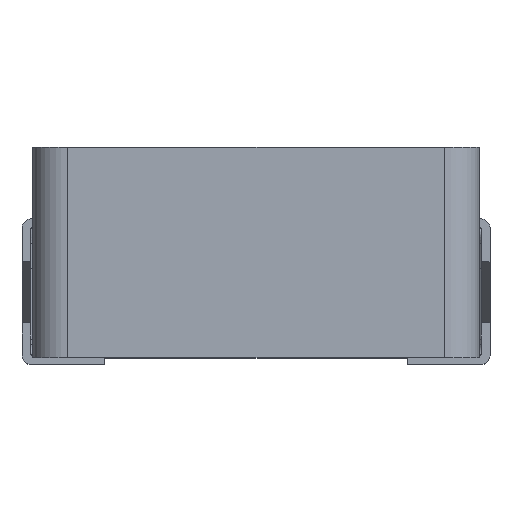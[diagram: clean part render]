
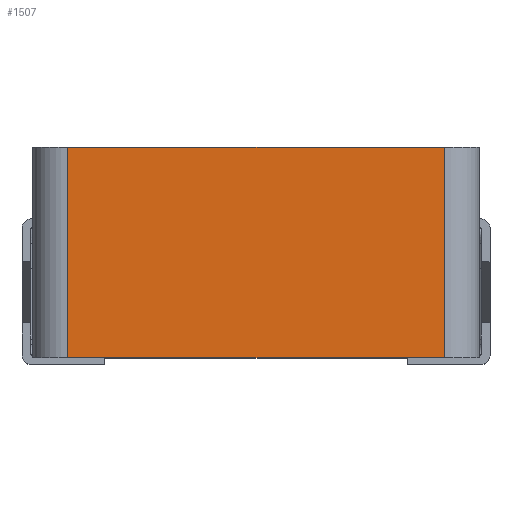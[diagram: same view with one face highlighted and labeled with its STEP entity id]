
A CAD part, top view. The second image highlights one B-rep face of the part: STEP entity #1507.
In plain terms, the highlighted planar face has unit normal (0, 0, 1).
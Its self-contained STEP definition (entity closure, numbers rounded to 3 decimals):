
#34 = VECTOR ( 'NONE', #7881, 1000. ) ;
#207 = CARTESIAN_POINT ( 'NONE',  ( 4.35, -3.2, 5. ) ) ;
#286 = VERTEX_POINT ( 'NONE', #12484 ) ;
#403 = CARTESIAN_POINT ( 'NONE',  ( 4.35, 1.65, 5. ) ) ;
#1257 = DIRECTION ( 'NONE',  ( 0., 1., 0. ) ) ;
#1507 = ADVANCED_FACE ( 'NONE', ( #14442 ), #14663, .T. ) ;
#1581 = CARTESIAN_POINT ( 'NONE',  ( 4.35, -3.2, 5. ) ) ;
#1920 = EDGE_CURVE ( 'NONE', #5683, #12966, #11250, .T. ) ;
#2557 = DIRECTION ( 'NONE',  ( 0., 0., 1. ) ) ;
#2883 = EDGE_CURVE ( 'NONE', #286, #3265, #13807, .T. ) ;
#3208 = ORIENTED_EDGE ( 'NONE', *, *, #1920, .T. ) ;
#3265 = VERTEX_POINT ( 'NONE', #403 ) ;
#3378 = DIRECTION ( 'NONE',  ( 1., 0., 0. ) ) ;
#3719 = CARTESIAN_POINT ( 'NONE',  ( -4.35, -3.2, 5. ) ) ;
#4926 = ORIENTED_EDGE ( 'NONE', *, *, #2883, .F. ) ;
#5087 = LINE ( 'NONE', #11493, #34 ) ;
#5205 = EDGE_LOOP ( 'NONE', ( #9306, #4926, #5696, #3208 ) ) ;
#5683 = VERTEX_POINT ( 'NONE', #15151 ) ;
#5696 = ORIENTED_EDGE ( 'NONE', *, *, #10399, .F. ) ;
#6236 = LINE ( 'NONE', #3719, #12209 ) ;
#6968 = VECTOR ( 'NONE', #9829, 1000. ) ;
#7881 = DIRECTION ( 'NONE',  ( 0., 1., 0. ) ) ;
#9306 = ORIENTED_EDGE ( 'NONE', *, *, #14896, .T. ) ;
#9829 = DIRECTION ( 'NONE',  ( 1., 0., 0. ) ) ;
#10399 = EDGE_CURVE ( 'NONE', #5683, #286, #6236, .T. ) ;
#11250 = LINE ( 'NONE', #1581, #6968 ) ;
#11493 = CARTESIAN_POINT ( 'NONE',  ( 4.35, -3.2, 5. ) ) ;
#12120 = AXIS2_PLACEMENT_3D ( 'NONE', #207, #2557, #12161 ) ;
#12161 = DIRECTION ( 'NONE',  ( 1., 0., 0. ) ) ;
#12209 = VECTOR ( 'NONE', #1257, 1000. ) ;
#12393 = CARTESIAN_POINT ( 'NONE',  ( 4.35, -3.2, 5. ) ) ;
#12484 = CARTESIAN_POINT ( 'NONE',  ( -4.35, 1.65, 5. ) ) ;
#12966 = VERTEX_POINT ( 'NONE', #12393 ) ;
#13264 = VECTOR ( 'NONE', #3378, 1000. ) ;
#13807 = LINE ( 'NONE', #14134, #13264 ) ;
#14134 = CARTESIAN_POINT ( 'NONE',  ( 4.35, 1.65, 5. ) ) ;
#14442 = FACE_OUTER_BOUND ( 'NONE', #5205, .T. ) ;
#14663 = PLANE ( 'NONE',  #12120 ) ;
#14896 = EDGE_CURVE ( 'NONE', #12966, #3265, #5087, .T. ) ;
#15151 = CARTESIAN_POINT ( 'NONE',  ( -4.35, -3.2, 5. ) ) ;
